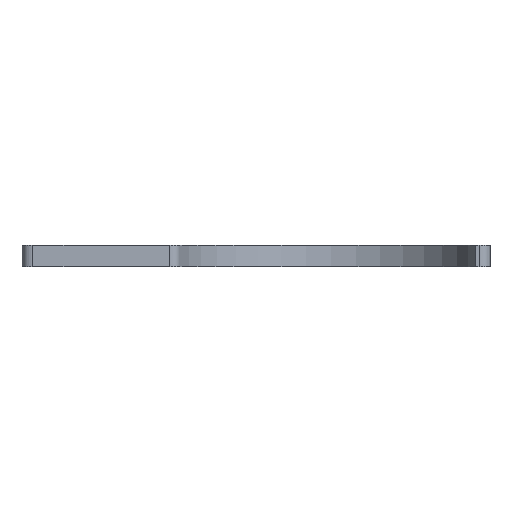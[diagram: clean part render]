
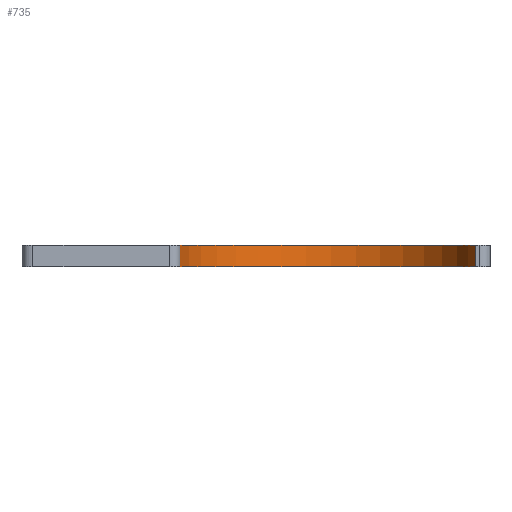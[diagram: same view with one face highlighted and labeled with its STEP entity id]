
A CAD part, front view. The second image highlights one B-rep face of the part: STEP entity #735.
In plain terms, the highlighted cylindrical face has radius 14 mm (diameter 28 mm), a partial arc.
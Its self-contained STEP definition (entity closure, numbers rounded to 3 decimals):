
#30 = CARTESIAN_POINT ( 'NONE',  ( 3.5, -20., 2. ) ) ;
#41 = LINE ( 'NONE', #922, #1100 ) ;
#68 = DIRECTION ( 'NONE',  ( 1., 0., 0. ) ) ;
#101 = DIRECTION ( 'NONE',  ( 0., 0., -1. ) ) ;
#107 = AXIS2_PLACEMENT_3D ( 'NONE', #30, #101, #521 ) ;
#138 = DIRECTION ( 'NONE',  ( -1., 0., 0. ) ) ;
#199 = EDGE_CURVE ( 'NONE', #999, #739, #704, .T. ) ;
#210 = ORIENTED_EDGE ( 'NONE', *, *, #383, .T. ) ;
#227 = CARTESIAN_POINT ( 'NONE',  ( 17.175, -17., 2. ) ) ;
#251 = AXIS2_PLACEMENT_3D ( 'NONE', #331, #950, #68 ) ;
#331 = CARTESIAN_POINT ( 'NONE',  ( 3.5, -20., 0. ) ) ;
#333 = ORIENTED_EDGE ( 'NONE', *, *, #199, .F. ) ;
#383 = EDGE_CURVE ( 'NONE', #906, #409, #1129, .T. ) ;
#409 = VERTEX_POINT ( 'NONE', #1045 ) ;
#455 = ORIENTED_EDGE ( 'NONE', *, *, #701, .T. ) ;
#459 = DIRECTION ( 'NONE',  ( 0., 0., -1. ) ) ;
#521 = DIRECTION ( 'NONE',  ( 1., 0., 0. ) ) ;
#575 = VECTOR ( 'NONE', #917, 1000. ) ;
#662 = CARTESIAN_POINT ( 'NONE',  ( 17.175, -17., 2. ) ) ;
#701 = EDGE_CURVE ( 'NONE', #999, #906, #41, .T. ) ;
#704 = CIRCLE ( 'NONE', #107, 14. ) ;
#720 = EDGE_CURVE ( 'NONE', #739, #409, #1013, .T. ) ;
#732 = ORIENTED_EDGE ( 'NONE', *, *, #720, .F. ) ;
#733 = FACE_OUTER_BOUND ( 'NONE', #798, .T. ) ;
#735 = ADVANCED_FACE ( 'NONE', ( #733 ), #814, .F. ) ;
#739 = VERTEX_POINT ( 'NONE', #227 ) ;
#759 = CARTESIAN_POINT ( 'NONE',  ( -9.993, -16.267, 0. ) ) ;
#798 = EDGE_LOOP ( 'NONE', ( #333, #455, #210, #732 ) ) ;
#814 = CYLINDRICAL_SURFACE ( 'NONE', #1026, 14. ) ;
#906 = VERTEX_POINT ( 'NONE', #759 ) ;
#910 = CARTESIAN_POINT ( 'NONE',  ( 3.5, -20., 2. ) ) ;
#917 = DIRECTION ( 'NONE',  ( 0., 0., -1. ) ) ;
#922 = CARTESIAN_POINT ( 'NONE',  ( -9.993, -16.267, 2. ) ) ;
#950 = DIRECTION ( 'NONE',  ( 0., 0., -1. ) ) ;
#953 = CARTESIAN_POINT ( 'NONE',  ( -9.993, -16.267, 2. ) ) ;
#999 = VERTEX_POINT ( 'NONE', #953 ) ;
#1013 = LINE ( 'NONE', #662, #575 ) ;
#1026 = AXIS2_PLACEMENT_3D ( 'NONE', #910, #1088, #138 ) ;
#1045 = CARTESIAN_POINT ( 'NONE',  ( 17.175, -17., 0. ) ) ;
#1088 = DIRECTION ( 'NONE',  ( 0., 0., -1. ) ) ;
#1100 = VECTOR ( 'NONE', #459, 1000. ) ;
#1129 = CIRCLE ( 'NONE', #251, 14. ) ;
